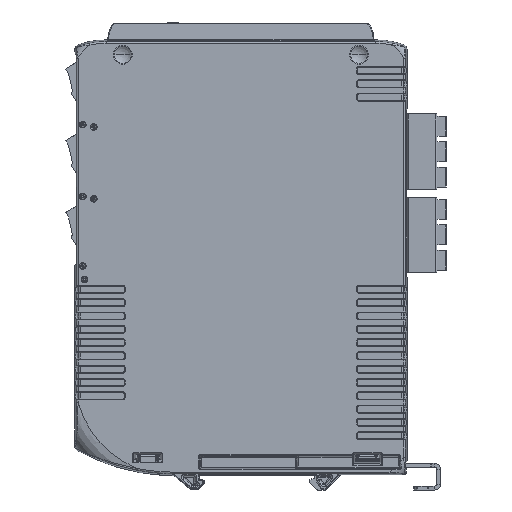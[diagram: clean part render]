
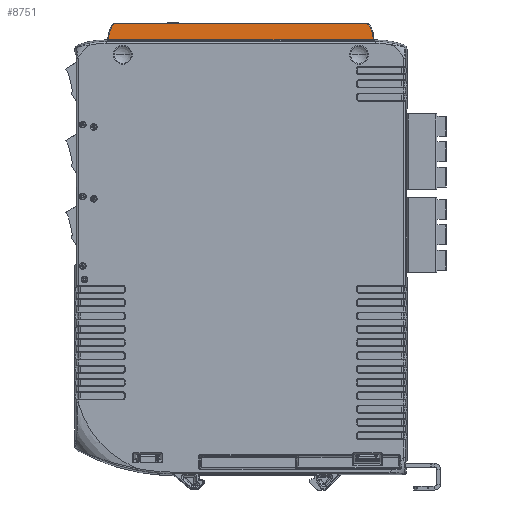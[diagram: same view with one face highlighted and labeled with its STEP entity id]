
A CAD part, left-side view. The second image highlights one B-rep face of the part: STEP entity #8751.
In plain terms, the highlighted planar face has unit normal (-0.999, 0, 0.052).
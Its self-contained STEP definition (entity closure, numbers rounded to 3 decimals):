
#2331=B_SPLINE_CURVE_WITH_KNOTS('',3,(#157566,#157567,#157568,#157569,#157570,
#157571,#157572),.UNSPECIFIED.,.F.,.F.,(4,1,1,1,4),(0.,0.13,
0.469,0.809,1.),.UNSPECIFIED.);
#2332=B_SPLINE_CURVE_WITH_KNOTS('',3,(#157577,#157578,#157579,#157580,#157581,
#157582,#157583),.UNSPECIFIED.,.F.,.F.,(4,1,1,1,4),(0.,0.191,
0.531,0.87,1.),.UNSPECIFIED.);
#2333=B_SPLINE_CURVE_WITH_KNOTS('',3,(#157585,#157586,#157587,#157588,#157589,
#157590),.UNSPECIFIED.,.F.,.F.,(4,2,4),(0.,0.5,1.),.UNSPECIFIED.);
#2334=B_SPLINE_CURVE_WITH_KNOTS('',3,(#157594,#157595,#157596,#157597),
 .UNSPECIFIED.,.F.,.F.,(4,4),(0.,1.),.UNSPECIFIED.);
#5455=PLANE('',#74173);
#8751=ADVANCED_FACE('',(#13277),#5455,.F.);
#13277=FACE_OUTER_BOUND('',#16847,.T.);
#16847=EDGE_LOOP('',(#46320,#46321,#46322,#46323,#46324,#46325));
#22584=LINE('',#157575,#28394);
#22585=LINE('',#157592,#28395);
#28394=VECTOR('',#91754,1.);
#28395=VECTOR('',#91755,1.);
#46320=ORIENTED_EDGE('',*,*,#65034,.T.);
#46321=ORIENTED_EDGE('',*,*,#65035,.T.);
#46322=ORIENTED_EDGE('',*,*,#65036,.T.);
#46323=ORIENTED_EDGE('',*,*,#65037,.T.);
#46324=ORIENTED_EDGE('',*,*,#65038,.T.);
#46325=ORIENTED_EDGE('',*,*,#65039,.T.);
#54161=VERTEX_POINT('',#157573);
#54162=VERTEX_POINT('',#157574);
#54163=VERTEX_POINT('',#157576);
#54164=VERTEX_POINT('',#157584);
#54165=VERTEX_POINT('',#157591);
#54166=VERTEX_POINT('',#157593);
#65034=EDGE_CURVE('',#54161,#54162,#2331,.T.);
#65035=EDGE_CURVE('',#54162,#54163,#22584,.T.);
#65036=EDGE_CURVE('',#54163,#54164,#2332,.T.);
#65037=EDGE_CURVE('',#54164,#54165,#2333,.T.);
#65038=EDGE_CURVE('',#54165,#54166,#22585,.T.);
#65039=EDGE_CURVE('',#54166,#54161,#2334,.T.);
#74173=AXIS2_PLACEMENT_3D('',#157598,#91756,#91757);
#91754=DIRECTION('',(0.,1.,0.));
#91755=DIRECTION('',(0.,-1.,0.));
#91756=DIRECTION('',(0.999,0.,-0.052));
#91757=DIRECTION('',(0.,-1.,0.));
#157566=CARTESIAN_POINT('',(-10.514,-33.371,135.504));
#157567=CARTESIAN_POINT('',(-10.513,-33.352,135.528));
#157568=CARTESIAN_POINT('',(-10.508,-33.278,135.61));
#157569=CARTESIAN_POINT('',(-10.502,-33.121,135.724));
#157570=CARTESIAN_POINT('',(-10.499,-32.923,135.79));
#157571=CARTESIAN_POINT('',(-10.498,-32.799,135.801));
#157572=CARTESIAN_POINT('',(-10.498,-32.754,135.801));
#157573=CARTESIAN_POINT('',(-10.514,-33.371,135.504));
#157574=CARTESIAN_POINT('',(-10.498,-32.754,135.8));
#157575=CARTESIAN_POINT('',(-10.498,5.,135.8));
#157576=CARTESIAN_POINT('',(-10.498,42.754,135.8));
#157577=CARTESIAN_POINT('',(-10.498,42.754,135.801));
#157578=CARTESIAN_POINT('',(-10.498,42.799,135.801));
#157579=CARTESIAN_POINT('',(-10.499,42.923,135.79));
#157580=CARTESIAN_POINT('',(-10.502,43.121,135.724));
#157581=CARTESIAN_POINT('',(-10.508,43.278,135.61));
#157582=CARTESIAN_POINT('',(-10.513,43.352,135.528));
#157583=CARTESIAN_POINT('',(-10.514,43.371,135.504));
#157584=CARTESIAN_POINT('',(-10.514,43.371,135.504));
#157585=CARTESIAN_POINT('',(-10.514,43.372,135.505));
#157586=CARTESIAN_POINT('',(-10.547,43.885,134.882));
#157587=CARTESIAN_POINT('',(-10.586,44.2,134.134));
#157588=CARTESIAN_POINT('',(-10.666,44.637,132.598));
#157589=CARTESIAN_POINT('',(-10.708,44.748,131.801));
#157590=CARTESIAN_POINT('',(-10.75,44.79,131.));
#157591=CARTESIAN_POINT('',(-10.75,44.79,131.));
#157592=CARTESIAN_POINT('',(-10.75,-34.79,131.));
#157593=CARTESIAN_POINT('',(-10.75,-34.79,131.));
#157594=CARTESIAN_POINT('',(-10.75,-34.79,131.));
#157595=CARTESIAN_POINT('',(-10.666,-34.706,132.601));
#157596=CARTESIAN_POINT('',(-10.579,-34.393,134.254));
#157597=CARTESIAN_POINT('',(-10.514,-33.372,135.505));
#157598=CARTESIAN_POINT('',(-10.75,-35.996,131.));
